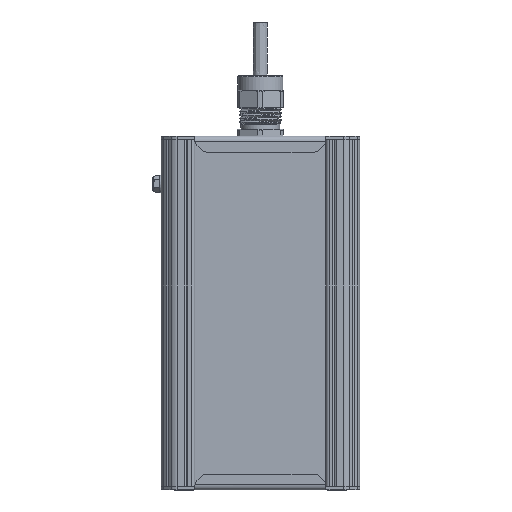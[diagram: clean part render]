
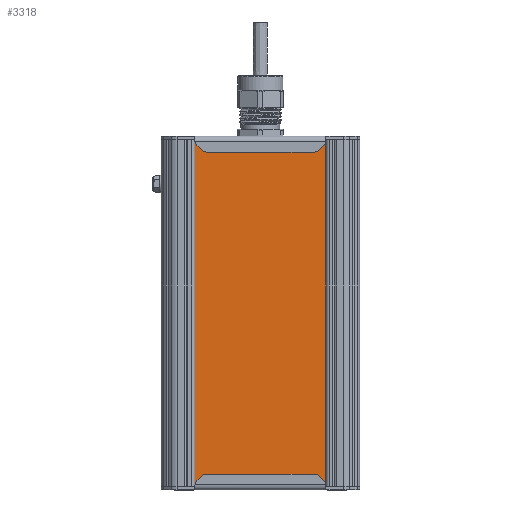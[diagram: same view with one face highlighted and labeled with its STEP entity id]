
A CAD part, front view. The second image highlights one B-rep face of the part: STEP entity #3318.
In plain terms, the highlighted face is planar.
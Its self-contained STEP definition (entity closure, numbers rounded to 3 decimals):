
#3318=ADVANCED_FACE('',(#12340),#12342,.T.);
#12340=FACE_BOUND('',#12341,.T.);
#12341=EDGE_LOOP('',(#39426,#39427,#39428,#39429));
#12342=PLANE('',#12343);
#12343=AXIS2_PLACEMENT_3D('',#12344,#12345,#12346);
#12344=CARTESIAN_POINT('',(120.465,593.492,117.308));
#12345=DIRECTION('',(0.,0.,-1.));
#12346=DIRECTION('',(0.,1.,0.));
#39426=ORIENTED_EDGE('',*,*,#45022,.T.);
#39427=ORIENTED_EDGE('',*,*,#45021,.F.);
#39428=ORIENTED_EDGE('',*,*,#45023,.T.);
#39429=ORIENTED_EDGE('',*,*,#45024,.T.);
#45021=EDGE_CURVE('',#48893,#48891,#48895,.T.);
#45022=EDGE_CURVE('',#48896,#48891,#48897,.T.);
#45023=EDGE_CURVE('',#48893,#48898,#48899,.T.);
#45024=EDGE_CURVE('',#48898,#48896,#48900,.T.);
#48891=VERTEX_POINT('',#60180);
#48893=VERTEX_POINT('',#60184);
#48895=LINE('',#60188,#60189);
#48896=VERTEX_POINT('',#60191);
#48897=LINE('',#60192,#60193);
#48898=VERTEX_POINT('',#60195);
#48899=LINE('',#60196,#60197);
#48900=LINE('',#60199,#60200);
#60180=CARTESIAN_POINT('',(316.465,593.492,117.308));
#60184=CARTESIAN_POINT('',(120.465,593.492,117.308));
#60188=CARTESIAN_POINT('',(120.465,593.492,117.308));
#60189=VECTOR('',#60190,1.);
#60190=DIRECTION('',(1.,0.,0.));
#60191=CARTESIAN_POINT('',(316.465,679.838,117.308));
#60192=CARTESIAN_POINT('',(316.465,679.838,117.308));
#60193=VECTOR('',#60194,1.);
#60194=DIRECTION('',(0.,-1.,0.));
#60195=CARTESIAN_POINT('',(120.465,679.838,117.308));
#60196=CARTESIAN_POINT('',(120.465,593.492,117.308));
#60197=VECTOR('',#60198,1.);
#60198=DIRECTION('',(0.,1.,0.));
#60199=CARTESIAN_POINT('',(120.465,679.838,117.308));
#60200=VECTOR('',#60201,1.);
#60201=DIRECTION('',(1.,0.,0.));
